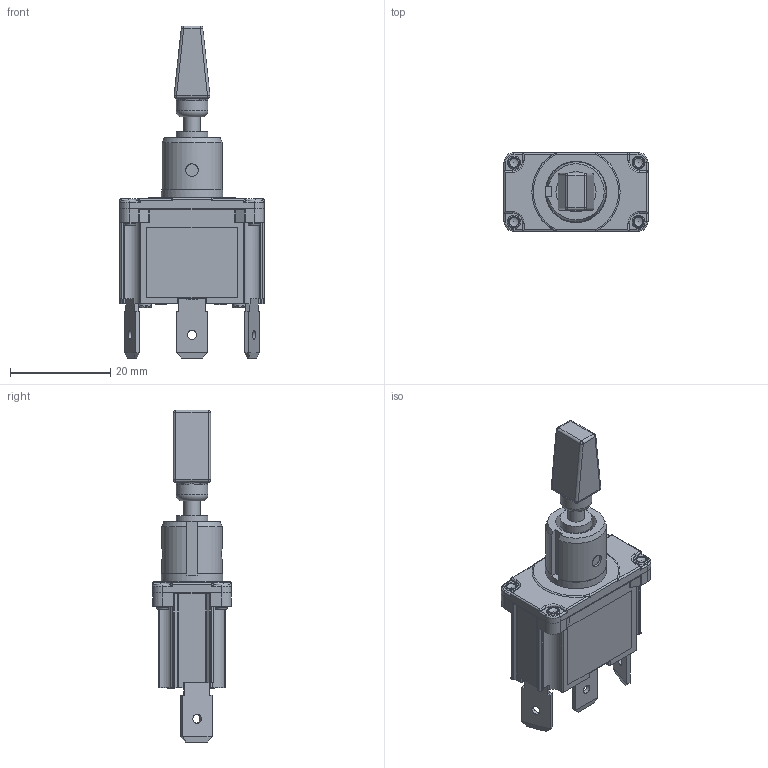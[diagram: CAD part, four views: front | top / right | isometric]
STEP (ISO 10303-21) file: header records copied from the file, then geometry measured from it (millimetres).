
FILE_DESCRIPTION(/* description */ (''),/* implementation_level */ '2;1');
FILE_NAME(/* name */ 'ST5SPxxxT2C2.stp',/* time_stamp */ '2022-03-22T11:27:29-05:00',/* author */ ('mroman'),/* organization */ (''),/* preprocessor_version */ 'ST-DEVELOPER v18.1',/* originating_system */ 'Autodesk Inventor 2020',/* authorisation */ '');
FILE_SCHEMA (('AUTOMOTIVE_DESIGN { 1 0 10303 214 3 1 1 }'));
Length unit declared in the file: millimetre
Products named in the file (1): ST5SPxxxT2C2
Bounding box: 28.7 x 15.7 x 66.1 mm (x, y, z)
Volume: 9337.5 mm3; surface area: 4818 mm2
Topology: 2 solids, 5 shells, 563 faces, 1416 edges, 860 vertices
Faces by surface type: plane 273, cylinder 170, bspline 61, sphere 33, torus 25, cone 1
Full cylindrical faces by diameter (mm): 1.8 x3, 2 x3, 2.4 x4, 2.5 x2, 2.55 x1, 2.6 x4, 2.8 x3, 3.3 x1, 3.6 x1, 6.3 x2, 8 x1, 12.2 x1
Entity records: 18416 total; most frequent: CARTESIAN_POINT 5135, ORIENTED_EDGE 2768, DIRECTION 2751, EDGE_CURVE 1384, AXIS2_PLACEMENT_3D 999, VERTEX_POINT 860, LINE 753, VECTOR 753
